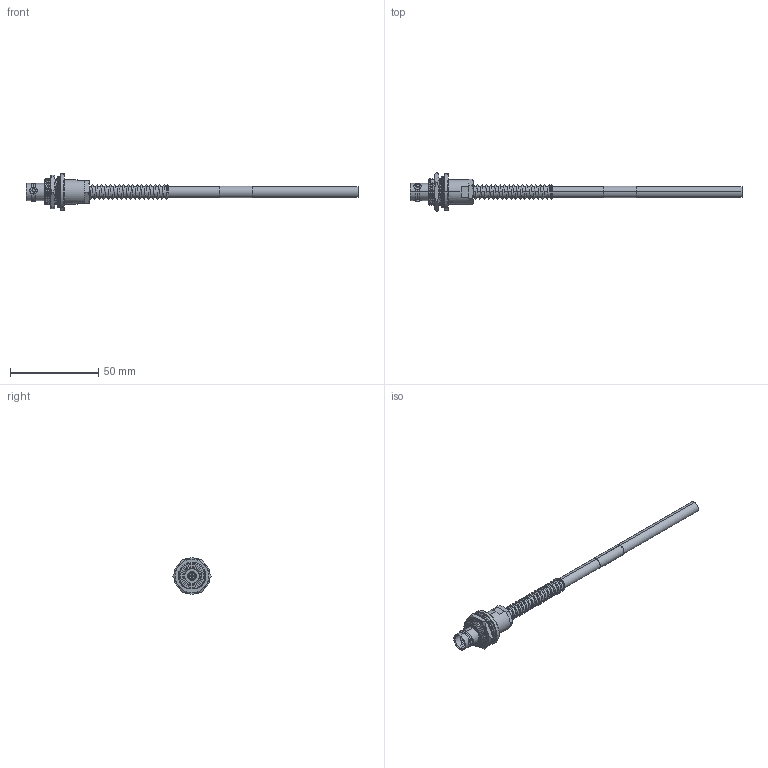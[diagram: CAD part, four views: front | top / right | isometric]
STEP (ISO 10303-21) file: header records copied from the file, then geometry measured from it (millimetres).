
FILE_DESCRIPTION (( 'STEP AP214' ), '1' );
FILE_NAME ('FM3MSA00667_3D.step', '2023-08-31T17:19:56', ( '' ), ( '' ), 'SwSTEP 2.0', 'SolidWorks 2022', '' );
FILE_SCHEMA (( 'AUTOMOTIVE_DESIGN' ));
Length unit declared in the file: inch
Products named in the file (10): TWC-124-2_6"; 10-06573-XXX(S); 10-06573-MA5; FM3MSA00667_3D; 10-06573-MA6; 1AW01-003_.25" x .75" long; 10-06573-MA4; 10-06573-MA1; 10-06573-MA2(S); 10-06573-MA3
Assembly tree (9 placements, depth 3):
  FM3MSA00667_3D
    TWC-124-2_6"
    10-06573-XXX(S)
      10-06573-MA1
      10-06573-MA5
      10-06573-MA2(S)
      10-06573-MA3
      10-06573-MA4
      10-06573-MA6
    1AW01-003_.25" x .75" long
Bounding box: 188.21 x 22 x 20.52 mm (x, y, z)
Volume: 9201.1 mm3; surface area: 10212.8 mm2
Topology: 8 solids, 8 shells, 336 faces, 856 edges, 551 vertices
Faces by surface type: cylinder 125, plane 106, cone 54, bspline 35, torus 16
Entity records: 28084 total; most frequent: CARTESIAN_POINT 19421, ORIENTED_EDGE 1708, DIRECTION 1532, EDGE_CURVE 854, AXIS2_PLACEMENT_3D 610, VERTEX_POINT 551, EDGE_LOOP 365, FACE_OUTER_BOUND 336
